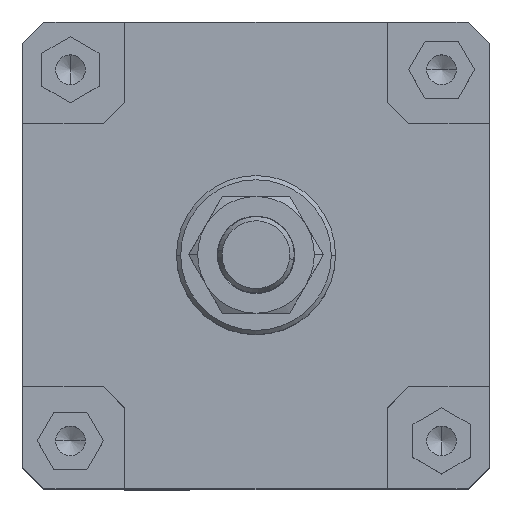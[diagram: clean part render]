
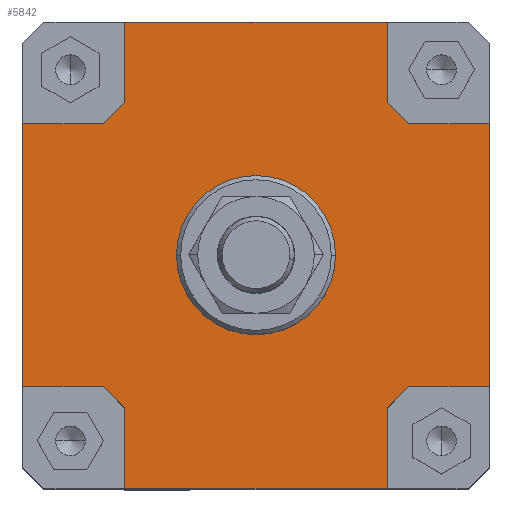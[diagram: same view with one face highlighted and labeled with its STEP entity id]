
A CAD part, top view. The second image highlights one B-rep face of the part: STEP entity #5842.
In plain terms, the highlighted planar face has unit normal (0, 0, 1).
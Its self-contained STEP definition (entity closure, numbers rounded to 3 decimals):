
#1816=CARTESIAN_POINT('',(-37.5,0.,190.0));
#1817=VERTEX_POINT('',#1816);
#1826=CARTESIAN_POINT('',(37.5,0.,190.0));
#1827=VERTEX_POINT('',#1826);
#1828=CARTESIAN_POINT('',(0.0,0.0,190.0));
#1829=DIRECTION('',(0.0,0.0,-1.0));
#1830=DIRECTION('',(-1.0,0.0,0.0));
#1831=AXIS2_PLACEMENT_3D('',#1828,#1829,#1830);
#1832=CIRCLE('',#1831,37.5);
#1833=EDGE_CURVE('',#1827,#1817,#1832,.T.);
#1917=CARTESIAN_POINT('',(0.0,0.0,190.0));
#1918=DIRECTION('',(0.0,0.0,-1.0));
#1919=DIRECTION('',(-1.0,0.0,0.0));
#1920=AXIS2_PLACEMENT_3D('',#1917,#1918,#1919);
#1921=CIRCLE('',#1920,37.5);
#1922=EDGE_CURVE('',#1817,#1827,#1921,.T.);
#2001=CARTESIAN_POINT('',(-62.,110.,190.0));
#2002=VERTEX_POINT('',#2001);
#2009=CARTESIAN_POINT('',(62.,110.,190.0));
#2010=VERTEX_POINT('',#2009);
#2011=CARTESIAN_POINT('',(-62.,110.,190.0));
#2012=DIRECTION('',(1.0,0.0,0.0));
#2013=VECTOR('',#2012,124.);
#2014=LINE('',#2011,#2013);
#2015=EDGE_CURVE('',#2002,#2010,#2014,.T.);
#2460=CARTESIAN_POINT('',(110.,62.0,190.0));
#2461=VERTEX_POINT('',#2460);
#2468=CARTESIAN_POINT('',(110.,-62.,190.0));
#2469=VERTEX_POINT('',#2468);
#2470=CARTESIAN_POINT('',(110.,62.0,190.0));
#2471=DIRECTION('',(0.0,-1.0,0.0));
#2472=VECTOR('',#2471,124.);
#2473=LINE('',#2470,#2472);
#2474=EDGE_CURVE('',#2461,#2469,#2473,.T.);
#2541=CARTESIAN_POINT('',(-62.,-72.,190.0));
#2542=VERTEX_POINT('',#2541);
#2549=CARTESIAN_POINT('',(-72.,-62.,190.0));
#2550=VERTEX_POINT('',#2549);
#2551=CARTESIAN_POINT('',(-62.,-72.,190.0));
#2552=DIRECTION('',(-0.707,0.707,0.0));
#2553=VECTOR('',#2552,14.142);
#2554=LINE('',#2551,#2553);
#2555=EDGE_CURVE('',#2542,#2550,#2554,.T.);
#2669=CARTESIAN_POINT('',(-110.,-62.,190.0));
#2670=VERTEX_POINT('',#2669);
#2671=CARTESIAN_POINT('',(-110.,-62.,190.0));
#2672=DIRECTION('',(1.0,0.0,0.0));
#2673=VECTOR('',#2672,38.);
#2674=LINE('',#2671,#2673);
#2675=EDGE_CURVE('',#2670,#2550,#2674,.T.);
#2702=CARTESIAN_POINT('',(72.0,-62.,190.0));
#2703=VERTEX_POINT('',#2702);
#2710=CARTESIAN_POINT('',(62.0,-72.,190.0));
#2711=VERTEX_POINT('',#2710);
#2712=CARTESIAN_POINT('',(72.0,-62.,190.0));
#2713=DIRECTION('',(-0.707,-0.707,0.0));
#2714=VECTOR('',#2713,14.142);
#2715=LINE('',#2712,#2714);
#2716=EDGE_CURVE('',#2703,#2711,#2715,.T.);
#2814=CARTESIAN_POINT('',(62.,-110.,190.0));
#2815=VERTEX_POINT('',#2814);
#2816=CARTESIAN_POINT('',(62.,-110.,190.0));
#2817=DIRECTION('',(0.0,1.0,0.0));
#2818=VECTOR('',#2817,38.);
#2819=LINE('',#2816,#2818);
#2820=EDGE_CURVE('',#2815,#2711,#2819,.T.);
#2847=CARTESIAN_POINT('',(62.,72.,190.0));
#2848=VERTEX_POINT('',#2847);
#2855=CARTESIAN_POINT('',(72.,62.0,190.0));
#2856=VERTEX_POINT('',#2855);
#2857=CARTESIAN_POINT('',(62.,72.,190.0));
#2858=DIRECTION('',(0.707,-0.707,0.0));
#2859=VECTOR('',#2858,14.142);
#2860=LINE('',#2857,#2859);
#2861=EDGE_CURVE('',#2848,#2856,#2860,.T.);
#2952=CARTESIAN_POINT('',(110.,62.0,190.0));
#2953=DIRECTION('',(-1.0,0.0,0.0));
#2954=VECTOR('',#2953,38.0);
#2955=LINE('',#2952,#2954);
#2956=EDGE_CURVE('',#2461,#2856,#2955,.T.);
#2969=CARTESIAN_POINT('',(-72.0,62.,190.0));
#2970=VERTEX_POINT('',#2969);
#2977=CARTESIAN_POINT('',(-62.0,72.,190.0));
#2978=VERTEX_POINT('',#2977);
#2979=CARTESIAN_POINT('',(-72.0,62.,190.0));
#2980=DIRECTION('',(0.707,0.707,0.0));
#2981=VECTOR('',#2980,14.142);
#2982=LINE('',#2979,#2981);
#2983=EDGE_CURVE('',#2970,#2978,#2982,.T.);
#3000=CARTESIAN_POINT('',(-62.,110.,190.0));
#3001=DIRECTION('',(0.0,-1.0,0.0));
#3002=VECTOR('',#3001,38.);
#3003=LINE('',#3000,#3002);
#3004=EDGE_CURVE('',#2002,#2978,#3003,.T.);
#4034=CARTESIAN_POINT('',(-110.,62.,190.0));
#4035=VERTEX_POINT('',#4034);
#4036=CARTESIAN_POINT('',(-110.,-62.,190.0));
#4037=DIRECTION('',(0.0,1.0,0.0));
#4038=VECTOR('',#4037,124.0);
#4039=LINE('',#4036,#4038);
#4040=EDGE_CURVE('',#2670,#4035,#4039,.T.);
#5436=CARTESIAN_POINT('',(-72.0,62.,190.0));
#5437=DIRECTION('',(-1.0,0.0,0.0));
#5438=VECTOR('',#5437,38.);
#5439=LINE('',#5436,#5438);
#5440=EDGE_CURVE('',#2970,#4035,#5439,.T.);
#5597=CARTESIAN_POINT('',(62.,72.,190.0));
#5598=DIRECTION('',(0.0,1.0,0.0));
#5599=VECTOR('',#5598,38.);
#5600=LINE('',#5597,#5599);
#5601=EDGE_CURVE('',#2848,#2010,#5600,.T.);
#5758=CARTESIAN_POINT('',(72.0,-62.,190.0));
#5759=DIRECTION('',(1.0,0.0,0.0));
#5760=VECTOR('',#5759,38.);
#5761=LINE('',#5758,#5760);
#5762=EDGE_CURVE('',#2703,#2469,#5761,.T.);
#5803=CARTESIAN_POINT('',(0.0,0.,190.0));
#5804=DIRECTION('',(0.0,0.0,1.0));
#5805=DIRECTION('',(1.0,0.0,0.0));
#5806=AXIS2_PLACEMENT_3D('',#5803,#5804,#5805);
#5807=PLANE('',#5806);
#5808=ORIENTED_EDGE('',*,*,#3004,.T.);
#5809=ORIENTED_EDGE('',*,*,#2983,.F.);
#5810=ORIENTED_EDGE('',*,*,#5440,.T.);
#5811=ORIENTED_EDGE('',*,*,#4040,.F.);
#5812=ORIENTED_EDGE('',*,*,#2675,.T.);
#5813=ORIENTED_EDGE('',*,*,#2555,.F.);
#5814=CARTESIAN_POINT('',(-62.,-110.,190.0));
#5815=VERTEX_POINT('',#5814);
#5816=CARTESIAN_POINT('',(-62.,-72.,190.0));
#5817=DIRECTION('',(0.0,-1.0,0.0));
#5818=VECTOR('',#5817,38.);
#5819=LINE('',#5816,#5818);
#5820=EDGE_CURVE('',#2542,#5815,#5819,.T.);
#5821=ORIENTED_EDGE('',*,*,#5820,.T.);
#5822=CARTESIAN_POINT('',(62.,-110.,190.0));
#5823=DIRECTION('',(-1.0,0.0,0.0));
#5824=VECTOR('',#5823,124.);
#5825=LINE('',#5822,#5824);
#5826=EDGE_CURVE('',#2815,#5815,#5825,.T.);
#5827=ORIENTED_EDGE('',*,*,#5826,.F.);
#5828=ORIENTED_EDGE('',*,*,#2820,.T.);
#5829=ORIENTED_EDGE('',*,*,#2716,.F.);
#5830=ORIENTED_EDGE('',*,*,#5762,.T.);
#5831=ORIENTED_EDGE('',*,*,#2474,.F.);
#5832=ORIENTED_EDGE('',*,*,#2956,.T.);
#5833=ORIENTED_EDGE('',*,*,#2861,.F.);
#5834=ORIENTED_EDGE('',*,*,#5601,.T.);
#5835=ORIENTED_EDGE('',*,*,#2015,.F.);
#5836=EDGE_LOOP('',(#5808,#5809,#5810,#5811,#5812,#5813,#5821,#5827,#5828,#5829,#5830,#5831,#5832,#5833,#5834,#5835));
#5837=FACE_OUTER_BOUND('',#5836,.T.);
#5838=ORIENTED_EDGE('',*,*,#1833,.T.);
#5839=ORIENTED_EDGE('',*,*,#1922,.T.);
#5840=EDGE_LOOP('',(#5838,#5839));
#5841=FACE_BOUND('',#5840,.T.);
#5842=ADVANCED_FACE('',(#5837,#5841),#5807,.T.);
